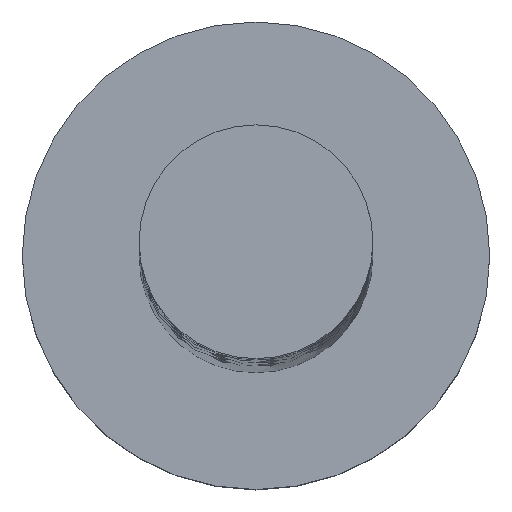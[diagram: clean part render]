
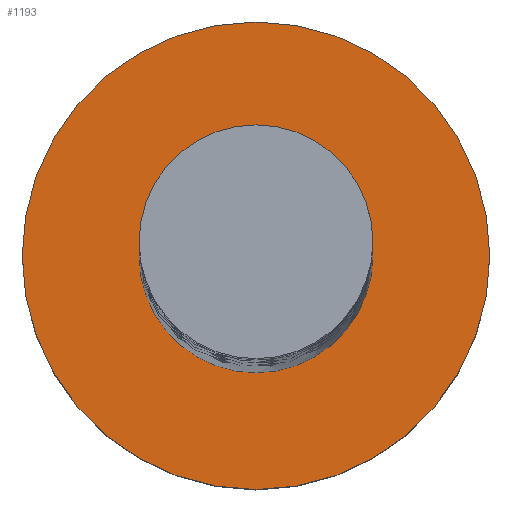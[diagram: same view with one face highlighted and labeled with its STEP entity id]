
A CAD part, top view. The second image highlights one B-rep face of the part: STEP entity #1193.
In plain terms, the highlighted planar face has unit normal (0, 0, 1).
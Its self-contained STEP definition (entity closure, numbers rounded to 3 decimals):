
#9 = VERTEX_POINT ( 'NONE', #547 ) ;
#15 = FACE_OUTER_BOUND ( 'NONE', #749, .T. ) ;
#37 = VERTEX_POINT ( 'NONE', #1518 ) ;
#155 = CARTESIAN_POINT ( 'NONE',  ( 0., 0., 3. ) ) ;
#161 = ORIENTED_EDGE ( 'NONE', *, *, #708, .T. ) ;
#183 = EDGE_CURVE ( 'NONE', #1423, #891, #1100, .T. ) ;
#215 = EDGE_LOOP ( 'NONE', ( #1519, #1384 ) ) ;
#273 = DIRECTION ( 'NONE',  ( 0., 0., 1. ) ) ;
#311 = CIRCLE ( 'NONE', #1485, 3. ) ;
#380 = ORIENTED_EDGE ( 'NONE', *, *, #183, .T. ) ;
#407 = DIRECTION ( 'NONE',  ( 1., 0., 0. ) ) ;
#493 = PLANE ( 'NONE',  #717 ) ;
#502 = DIRECTION ( 'NONE',  ( 1., 0., 0. ) ) ;
#547 = CARTESIAN_POINT ( 'NONE',  ( 1.5, 0., 3. ) ) ;
#589 = AXIS2_PLACEMENT_3D ( 'NONE', #155, #640, #407 ) ;
#640 = DIRECTION ( 'NONE',  ( 0., 0., 1. ) ) ;
#708 = EDGE_CURVE ( 'NONE', #891, #1423, #311, .T. ) ;
#717 = AXIS2_PLACEMENT_3D ( 'NONE', #949, #982, #1441 ) ;
#732 = FACE_BOUND ( 'NONE', #215, .T. ) ;
#742 = CIRCLE ( 'NONE', #589, 1.5 ) ;
#749 = EDGE_LOOP ( 'NONE', ( #161, #380 ) ) ;
#752 = CARTESIAN_POINT ( 'NONE',  ( -3., 0., 3. ) ) ;
#754 = CARTESIAN_POINT ( 'NONE',  ( 3., 0., 3. ) ) ;
#766 = AXIS2_PLACEMENT_3D ( 'NONE', #1233, #1264, #502 ) ;
#806 = EDGE_CURVE ( 'NONE', #37, #9, #742, .T. ) ;
#821 = DIRECTION ( 'NONE',  ( 0., 0., 1. ) ) ;
#891 = VERTEX_POINT ( 'NONE', #752 ) ;
#949 = CARTESIAN_POINT ( 'NONE',  ( 0., 0., 3. ) ) ;
#982 = DIRECTION ( 'NONE',  ( 0., 0., 1. ) ) ;
#1100 = CIRCLE ( 'NONE', #1149, 3. ) ;
#1149 = AXIS2_PLACEMENT_3D ( 'NONE', #1431, #821, #1313 ) ;
#1193 = ADVANCED_FACE ( 'NONE', ( #732, #15 ), #493, .T. ) ;
#1233 = CARTESIAN_POINT ( 'NONE',  ( 0., 0., 3. ) ) ;
#1240 = DIRECTION ( 'NONE',  ( 1., 0., 0. ) ) ;
#1264 = DIRECTION ( 'NONE',  ( 0., 0., 1. ) ) ;
#1313 = DIRECTION ( 'NONE',  ( 1., 0., 0. ) ) ;
#1368 = CARTESIAN_POINT ( 'NONE',  ( 0., 0., 3. ) ) ;
#1384 = ORIENTED_EDGE ( 'NONE', *, *, #1419, .F. ) ;
#1419 = EDGE_CURVE ( 'NONE', #9, #37, #1460, .T. ) ;
#1423 = VERTEX_POINT ( 'NONE', #754 ) ;
#1431 = CARTESIAN_POINT ( 'NONE',  ( 0., 0., 3. ) ) ;
#1441 = DIRECTION ( 'NONE',  ( 1., 0., 0. ) ) ;
#1460 = CIRCLE ( 'NONE', #766, 1.5 ) ;
#1485 = AXIS2_PLACEMENT_3D ( 'NONE', #1368, #273, #1240 ) ;
#1518 = CARTESIAN_POINT ( 'NONE',  ( -1.5, 0., 3. ) ) ;
#1519 = ORIENTED_EDGE ( 'NONE', *, *, #806, .F. ) ;
